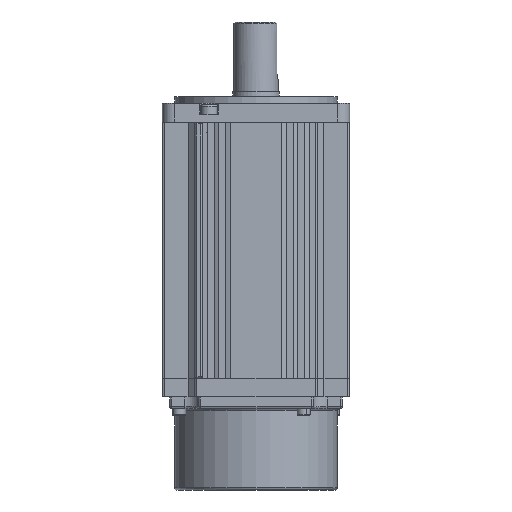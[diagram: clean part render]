
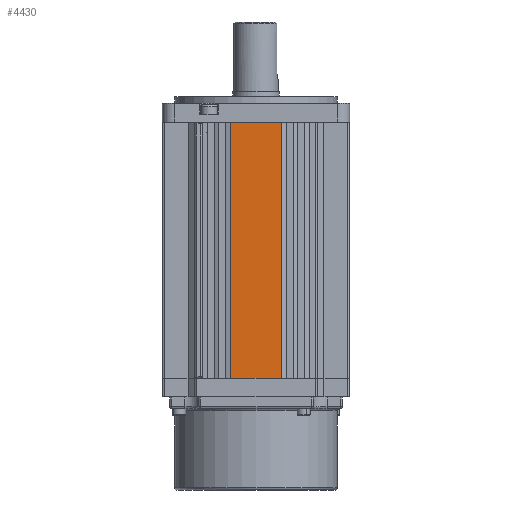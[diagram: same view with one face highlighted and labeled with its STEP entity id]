
A CAD part, front view. The second image highlights one B-rep face of the part: STEP entity #4430.
In plain terms, the highlighted planar face has unit normal (0, -1, 0).
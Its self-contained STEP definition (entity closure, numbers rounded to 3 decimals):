
#871 = CARTESIAN_POINT ( 'NONE',  ( -29.123, -281.179, -325.493 ) ) ;
#1093 = CARTESIAN_POINT ( 'NONE',  ( -66.262, -281.179, -400.893 ) ) ;
#1323 = PLANE ( 'NONE',  #2150 ) ;
#1731 = LINE ( 'NONE', #10534, #14079 ) ;
#2150 = AXIS2_PLACEMENT_3D ( 'NONE', #1093, #9562, #9336 ) ;
#2349 = ORIENTED_EDGE ( 'NONE', *, *, #19722, .F. ) ;
#2547 = VECTOR ( 'NONE', #8391, 1000. ) ;
#3045 = CARTESIAN_POINT ( 'NONE',  ( -80.262, -281.179, -325.493 ) ) ;
#4430 = ADVANCED_FACE ( 'NONE', ( #19949 ), #1323, .T. ) ;
#4517 = CARTESIAN_POINT ( 'NONE',  ( -51.001, -281.179, -215.493 ) ) ;
#5466 = VECTOR ( 'NONE', #8153, 1000. ) ;
#8153 = DIRECTION ( 'NONE',  ( 0., 0., 1. ) ) ;
#8329 = EDGE_CURVE ( 'NONE', #14790, #10886, #19901, .T. ) ;
#8391 = DIRECTION ( 'NONE',  ( -1., 0., 0. ) ) ;
#8616 = CARTESIAN_POINT ( 'NONE',  ( -29.123, -281.179, -400.893 ) ) ;
#8857 = DIRECTION ( 'NONE',  ( -1., 0., 0. ) ) ;
#9336 = DIRECTION ( 'NONE',  ( 0., 0., -1. ) ) ;
#9562 = DIRECTION ( 'NONE',  ( 0., -1., 0. ) ) ;
#9721 = LINE ( 'NONE', #16563, #5466 ) ;
#10191 = VERTEX_POINT ( 'NONE', #14060 ) ;
#10534 = CARTESIAN_POINT ( 'NONE',  ( -66.262, -281.179, -215.493 ) ) ;
#10886 = VERTEX_POINT ( 'NONE', #20373 ) ;
#11058 = ORIENTED_EDGE ( 'NONE', *, *, #20385, .T. ) ;
#12078 = LINE ( 'NONE', #8616, #16618 ) ;
#14060 = CARTESIAN_POINT ( 'NONE',  ( -29.123, -281.179, -215.493 ) ) ;
#14079 = VECTOR ( 'NONE', #8857, 1000. ) ;
#14550 = ORIENTED_EDGE ( 'NONE', *, *, #8329, .F. ) ;
#14790 = VERTEX_POINT ( 'NONE', #871 ) ;
#16563 = CARTESIAN_POINT ( 'NONE',  ( -51.001, -281.179, -408.893 ) ) ;
#16618 = VECTOR ( 'NONE', #17010, 1000. ) ;
#17010 = DIRECTION ( 'NONE',  ( 0., 0., 1. ) ) ;
#17175 = VERTEX_POINT ( 'NONE', #4517 ) ;
#17518 = EDGE_LOOP ( 'NONE', ( #2349, #14550, #21533, #11058 ) ) ;
#19722 = EDGE_CURVE ( 'NONE', #10886, #17175, #9721, .T. ) ;
#19901 = LINE ( 'NONE', #3045, #2547 ) ;
#19949 = FACE_OUTER_BOUND ( 'NONE', #17518, .T. ) ;
#20373 = CARTESIAN_POINT ( 'NONE',  ( -51.001, -281.179, -325.493 ) ) ;
#20385 = EDGE_CURVE ( 'NONE', #10191, #17175, #1731, .T. ) ;
#21533 = ORIENTED_EDGE ( 'NONE', *, *, #21962, .T. ) ;
#21962 = EDGE_CURVE ( 'NONE', #14790, #10191, #12078, .T. ) ;
